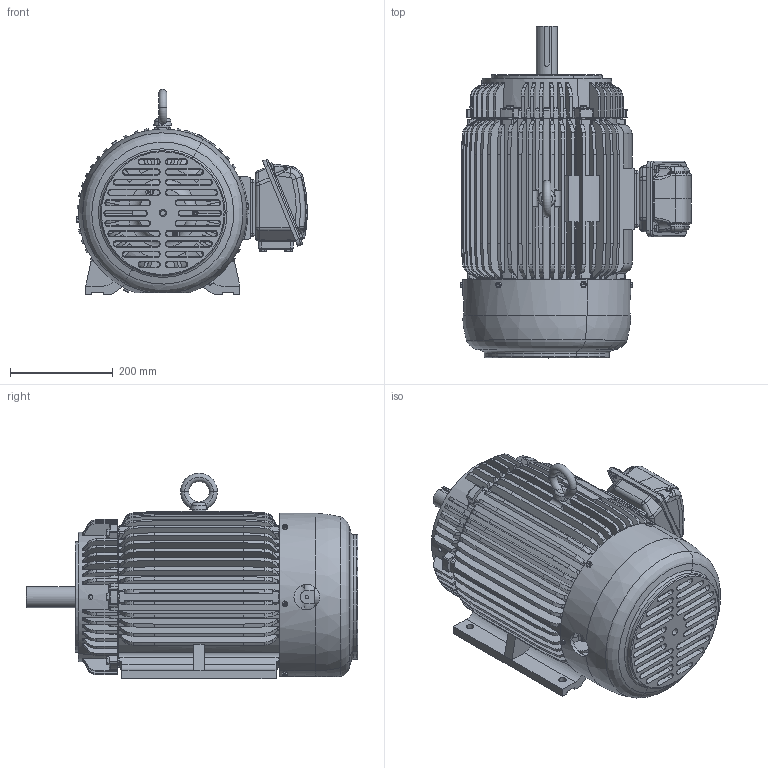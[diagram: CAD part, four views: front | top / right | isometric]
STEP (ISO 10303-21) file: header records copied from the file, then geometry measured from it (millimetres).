
FILE_DESCRIPTION(('CATIA V5 STEP Exchange'),'2;1');
FILE_NAME('256T-HV-CF_AllCATPart.stp','2012-08-24T03:53:40+00:00',('none'),('none'),'CATIA Version 5 Release 19 SP 9 (IN-10)','CATIA V5 STEP AP203','none');
FILE_SCHEMA(('CONFIG_CONTROL_DESIGN'));
Length unit declared in the file: millimetre
Products named in the file (1): 256T-HV-CF_AllCATPart
Bounding box: 449.38 x 646.1 x 399.8 mm (x, y, z)
Volume: 11072429.5 mm3; surface area: 2739901.1 mm2
Topology: 47 solids, 47 shells, 3561 faces, 9684 edges, 6268 vertices
Faces by surface type: plane 1197, cylinder 880, torus 709, cone 495, bspline 246, sphere 30, extrusion 4
Entity records: 125363 total; most frequent: CARTESIAN_POINT 48767, ORIENTED_EDGE 19284, DIRECTION 10044, EDGE_CURVE 9642, VERTEX_POINT 6268, AXIS2_PLACEMENT_3D 5111, EDGE_LOOP 3858, ADVANCED_FACE 3561
